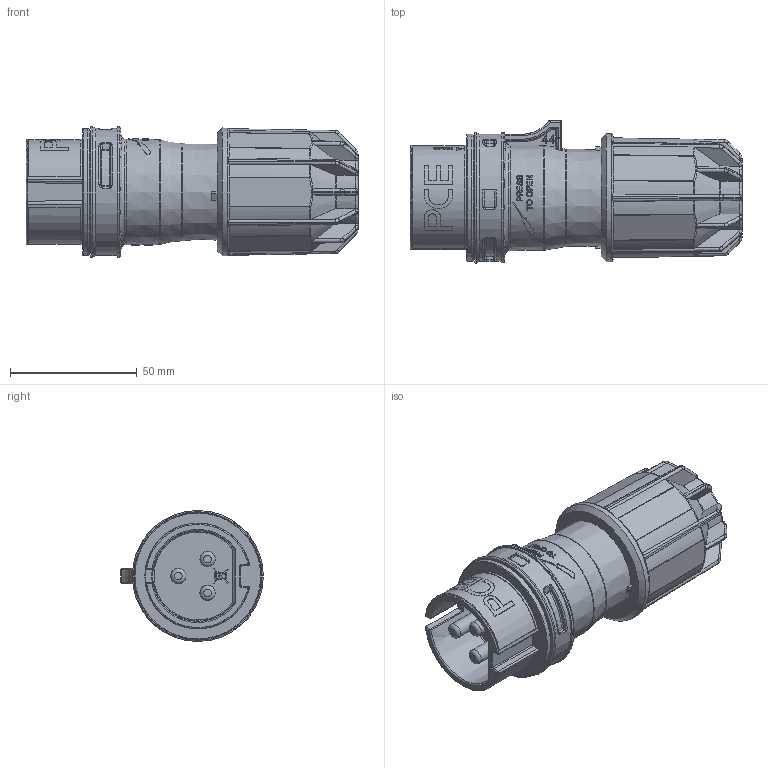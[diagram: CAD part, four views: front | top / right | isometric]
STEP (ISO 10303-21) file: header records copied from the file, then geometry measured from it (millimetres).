
FILE_DESCRIPTION (( 'STEP AP203' ), '1' );
FILE_NAME ('ELVplug16A3PIP44.STEP', '2018-06-28T07:58:19', ( 'FRED' ), ( '' ), 'SwSTEP 2.0', 'SolidWorks 2017', '' );
FILE_SCHEMA (( 'CONFIG_CONTROL_DESIGN' ));
Products named in the file (1): ELVplug16A3PIP44
Bounding box: 131.2 x 56.4 x 51.8 mm (x, y, z)
Volume: 172317.3 mm3; surface area: 29536.7 mm2
Topology: 1 solids, 1 shells, 1084 faces, 2768 edges, 1748 vertices
Faces by surface type: plane 417, bspline 308, cylinder 162, torus 96, cone 80, sphere 21
Full cylindrical faces by diameter (mm): 6 x3, 50.2 x2, 51.5 x1
Entity records: 43244 total; most frequent: CARTESIAN_POINT 20017, ORIENTED_EDGE 5456, DIRECTION 3867, EDGE_CURVE 2728, VERTEX_POINT 1734, AXIS2_PLACEMENT_3D 1426, EDGE_LOOP 1172, FACE_OUTER_BOUND 1099
